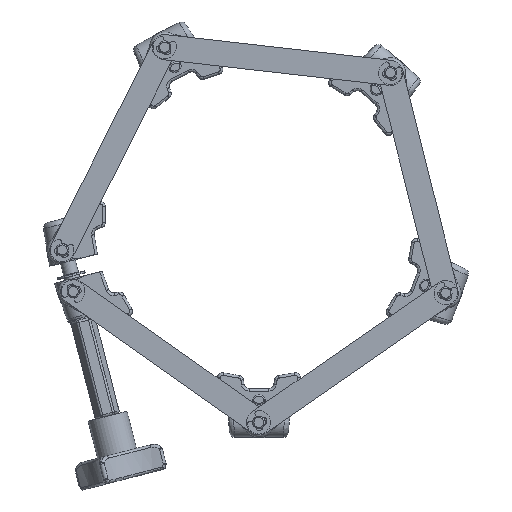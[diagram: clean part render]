
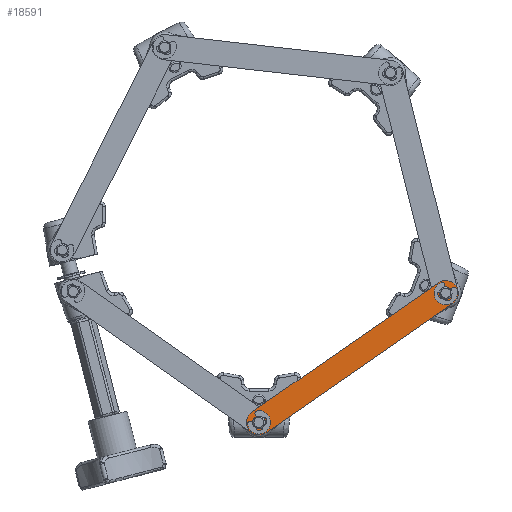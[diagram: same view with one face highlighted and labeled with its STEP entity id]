
A CAD part, left-side view. The second image highlights one B-rep face of the part: STEP entity #18591.
In plain terms, the highlighted face is planar.
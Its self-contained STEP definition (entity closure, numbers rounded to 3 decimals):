
#784=PLANE('',#20716);
#2110=LINE('',#34950,#3555);
#2114=LINE('',#34972,#3559);
#3555=VECTOR('',#25042,1000.);
#3559=VECTOR('',#25066,1000.);
#4157=CIRCLE('',#20702,5.);
#4159=CIRCLE('',#20706,5.);
#4162=CIRCLE('',#20710,2.5);
#4164=CIRCLE('',#20713,2.5);
#8838=ORIENTED_EDGE('',*,*,#12214,.F.);
#8839=ORIENTED_EDGE('',*,*,#12212,.F.);
#8840=ORIENTED_EDGE('',*,*,#12201,.T.);
#8841=ORIENTED_EDGE('',*,*,#12205,.T.);
#8842=ORIENTED_EDGE('',*,*,#12208,.T.);
#8843=ORIENTED_EDGE('',*,*,#12215,.T.);
#12201=EDGE_CURVE('',#14207,#14208,#4157,.T.);
#12205=EDGE_CURVE('',#14208,#14211,#2110,.T.);
#12208=EDGE_CURVE('',#14211,#14213,#4159,.T.);
#12212=EDGE_CURVE('',#14216,#14216,#4162,.T.);
#12214=EDGE_CURVE('',#14218,#14218,#4164,.T.);
#12215=EDGE_CURVE('',#14213,#14207,#2114,.T.);
#14207=VERTEX_POINT('',#34942);
#14208=VERTEX_POINT('',#34943);
#14211=VERTEX_POINT('',#34951);
#14213=VERTEX_POINT('',#34957);
#14216=VERTEX_POINT('',#34965);
#14218=VERTEX_POINT('',#34970);
#15902=EDGE_LOOP('',(#8838));
#15903=EDGE_LOOP('',(#8839));
#15904=EDGE_LOOP('',(#8840,#8841,#8842,#8843));
#17127=FACE_BOUND('',#15902,.T.);
#17128=FACE_BOUND('',#15903,.T.);
#17129=FACE_BOUND('',#15904,.T.);
#18591=ADVANCED_FACE('',(#17127,#17128,#17129),#784,.T.);
#20702=AXIS2_PLACEMENT_3D('',#34941,#25034,#25035);
#20706=AXIS2_PLACEMENT_3D('',#34956,#25047,#25048);
#20710=AXIS2_PLACEMENT_3D('',#34964,#25056,#25057);
#20713=AXIS2_PLACEMENT_3D('',#34969,#25062,#25063);
#20716=AXIS2_PLACEMENT_3D('',#34975,#25070,#25071);
#25034=DIRECTION('',(0.,1.,0.));
#25035=DIRECTION('',(1.,0.,0.));
#25042=DIRECTION('',(1.,0.,0.));
#25047=DIRECTION('',(0.,1.,0.));
#25048=DIRECTION('',(-1.,0.,0.));
#25056=DIRECTION('',(0.,1.,0.));
#25057=DIRECTION('',(1.,0.,0.));
#25062=DIRECTION('',(0.,1.,0.));
#25063=DIRECTION('',(1.,0.,0.));
#25066=DIRECTION('',(-1.,0.,0.));
#25070=DIRECTION('',(0.,1.,0.));
#25071=DIRECTION('',(0.,0.,1.));
#34941=CARTESIAN_POINT('',(-45.25,0.75,0.));
#34942=CARTESIAN_POINT('',(-45.25,0.75,-5.));
#34943=CARTESIAN_POINT('',(-45.25,0.75,5.));
#34950=CARTESIAN_POINT('',(-45.25,0.75,5.));
#34951=CARTESIAN_POINT('',(45.25,0.75,5.));
#34956=CARTESIAN_POINT('',(45.25,0.75,0.));
#34957=CARTESIAN_POINT('',(45.25,0.75,-5.));
#34964=CARTESIAN_POINT('',(45.25,0.75,0.));
#34965=CARTESIAN_POINT('',(47.75,0.75,0.));
#34969=CARTESIAN_POINT('',(-45.25,0.75,0.));
#34970=CARTESIAN_POINT('',(-42.75,0.75,0.));
#34972=CARTESIAN_POINT('',(45.25,0.75,-5.));
#34975=CARTESIAN_POINT('',(-45.25,0.75,0.));
